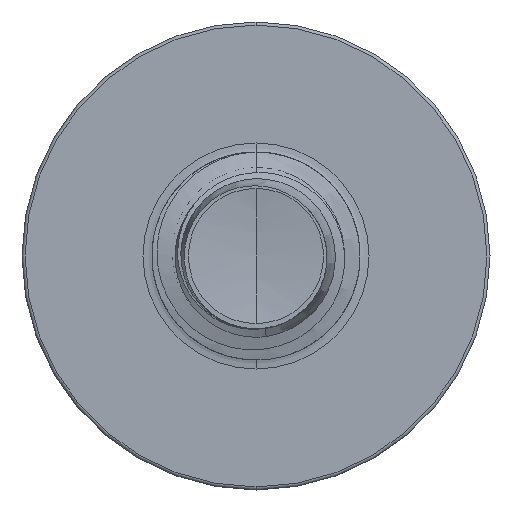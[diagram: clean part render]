
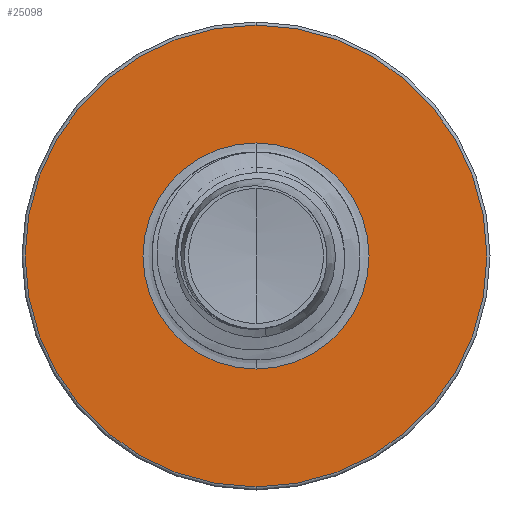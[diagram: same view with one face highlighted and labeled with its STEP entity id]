
A CAD part, front view. The second image highlights one B-rep face of the part: STEP entity #25098.
In plain terms, the highlighted planar face has unit normal (0, -1, 0).
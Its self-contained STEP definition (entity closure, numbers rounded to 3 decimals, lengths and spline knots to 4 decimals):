
#464 = DIRECTION ( 'NONE',  ( 0., 0., 1. ) ) ;
#468 = EDGE_CURVE ( 'NONE', #20037, #2798, #23175, .T. ) ;
#2186 = DIRECTION ( 'NONE',  ( 0., 0., 1. ) ) ;
#2667 = CARTESIAN_POINT ( 'NONE',  ( 0., 20., 4.44 ) ) ;
#2798 = VERTEX_POINT ( 'NONE', #36949 ) ;
#2839 = EDGE_LOOP ( 'NONE', ( #38325, #9690 ) ) ;
#3134 = CIRCLE ( 'NONE', #17112, 4.44 ) ;
#3303 = EDGE_CURVE ( 'NONE', #17228, #13896, #3134, .T. ) ;
#4900 = CIRCLE ( 'NONE', #8977, 4.44 ) ;
#4906 = DIRECTION ( 'NONE',  ( 0., 1., 0. ) ) ;
#6171 = ORIENTED_EDGE ( 'NONE', *, *, #18844, .T. ) ;
#8977 = AXIS2_PLACEMENT_3D ( 'NONE', #30649, #12657, #33684 ) ;
#9690 = ORIENTED_EDGE ( 'NONE', *, *, #18096, .F. ) ;
#10372 = CARTESIAN_POINT ( 'NONE',  ( 0., 20., -4.44 ) ) ;
#12657 = DIRECTION ( 'NONE',  ( 0., 1., 0. ) ) ;
#13846 = DIRECTION ( 'NONE',  ( 0., 1., 0. ) ) ;
#13896 = VERTEX_POINT ( 'NONE', #10372 ) ;
#14596 = AXIS2_PLACEMENT_3D ( 'NONE', #22832, #4906, #25856 ) ;
#17112 = AXIS2_PLACEMENT_3D ( 'NONE', #31848, #13846, #34854 ) ;
#17228 = VERTEX_POINT ( 'NONE', #2667 ) ;
#18096 = EDGE_CURVE ( 'NONE', #13896, #17228, #4900, .T. ) ;
#18396 = DIRECTION ( 'NONE',  ( 0., 1., 0. ) ) ;
#18844 = EDGE_CURVE ( 'NONE', #2798, #20037, #38154, .T. ) ;
#19119 = ORIENTED_EDGE ( 'NONE', *, *, #468, .T. ) ;
#20037 = VERTEX_POINT ( 'NONE', #21806 ) ;
#20126 = DIRECTION ( 'NONE',  ( 0., 1., 0. ) ) ;
#21283 = PLANE ( 'NONE',  #35425 ) ;
#21806 = CARTESIAN_POINT ( 'NONE',  ( 0., 20., -2.1736 ) ) ;
#22832 = CARTESIAN_POINT ( 'NONE',  ( 0., 20., 0. ) ) ;
#23175 = CIRCLE ( 'NONE', #14596, 2.1736 ) ;
#25098 = ADVANCED_FACE ( 'NONE', ( #35763, #26854 ), #21283, .F. ) ;
#25856 = DIRECTION ( 'NONE',  ( 0., 0., 1. ) ) ;
#26854 = FACE_BOUND ( 'NONE', #28109, .T. ) ;
#28109 = EDGE_LOOP ( 'NONE', ( #6171, #19119 ) ) ;
#29112 = AXIS2_PLACEMENT_3D ( 'NONE', #38100, #20126, #2186 ) ;
#30244 = CARTESIAN_POINT ( 'NONE',  ( 0., 20., -2.1736 ) ) ;
#30649 = CARTESIAN_POINT ( 'NONE',  ( 0., 20., 0. ) ) ;
#31848 = CARTESIAN_POINT ( 'NONE',  ( 0., 20., 0. ) ) ;
#33684 = DIRECTION ( 'NONE',  ( 0., 0., 1. ) ) ;
#34854 = DIRECTION ( 'NONE',  ( 0., 0., 1. ) ) ;
#35425 = AXIS2_PLACEMENT_3D ( 'NONE', #30244, #18396, #464 ) ;
#35763 = FACE_OUTER_BOUND ( 'NONE', #2839, .T. ) ;
#36949 = CARTESIAN_POINT ( 'NONE',  ( 0., 20., 2.1736 ) ) ;
#38100 = CARTESIAN_POINT ( 'NONE',  ( 0., 20., 0. ) ) ;
#38154 = CIRCLE ( 'NONE', #29112, 2.1736 ) ;
#38325 = ORIENTED_EDGE ( 'NONE', *, *, #3303, .F. ) ;
